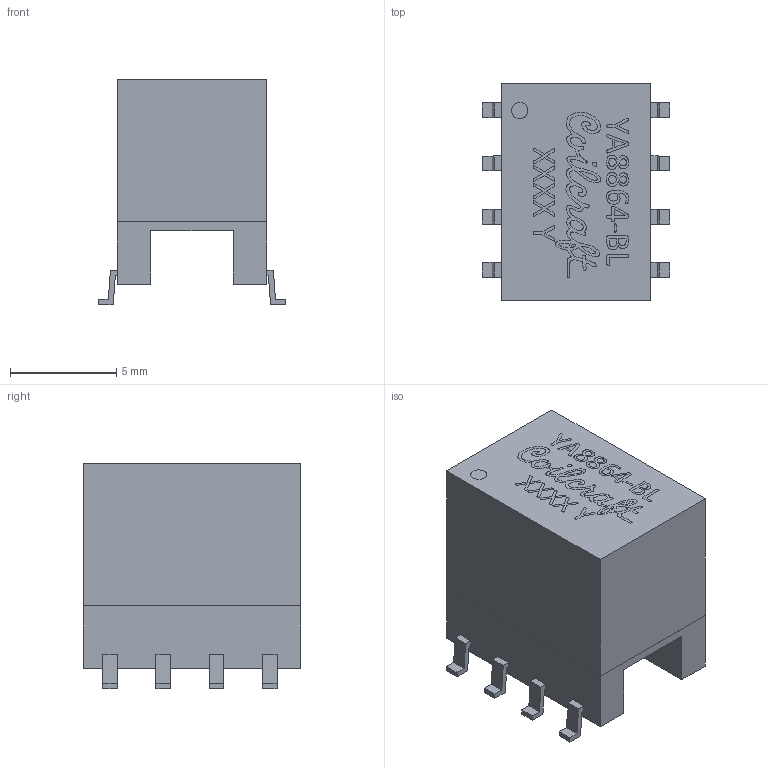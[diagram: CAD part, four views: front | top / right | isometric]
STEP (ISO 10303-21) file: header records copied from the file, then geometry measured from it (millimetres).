
FILE_DESCRIPTION(('FreeCAD Model'),'2;1');
FILE_NAME('Open CASCADE Shape Model','2024-12-25T15:38:53',('Author'),( ''),'Open CASCADE STEP processor 7.8','FreeCAD','Unknown');
FILE_SCHEMA(('AUTOMOTIVE_DESIGN { 1 0 10303 214 1 1 1 1 }'));
Length unit declared in the file: millimetre
Products named in the file (2): Coilcraft-YA8864-BL001; Coilcraft-YA8864-BL
Bounding box: 8.8 x 10.2 x 10.61 mm (x, y, z)
Volume: 592.1 mm3; surface area: 681.6 mm2
Topology: 2 solids, 2 shells, 119 faces, 612 edges, 536 vertices
Faces by surface type: plane 119
Entity records: 9450 total; most frequent: CARTESIAN_POINT 4231, ORIENTED_EDGE 1224, EDGE_CURVE 612, VERTEX_POINT 536, DIRECTION 468, B_SPLINE_CURVE_WITH_KNOTS 384, LINE 228, VECTOR 228
